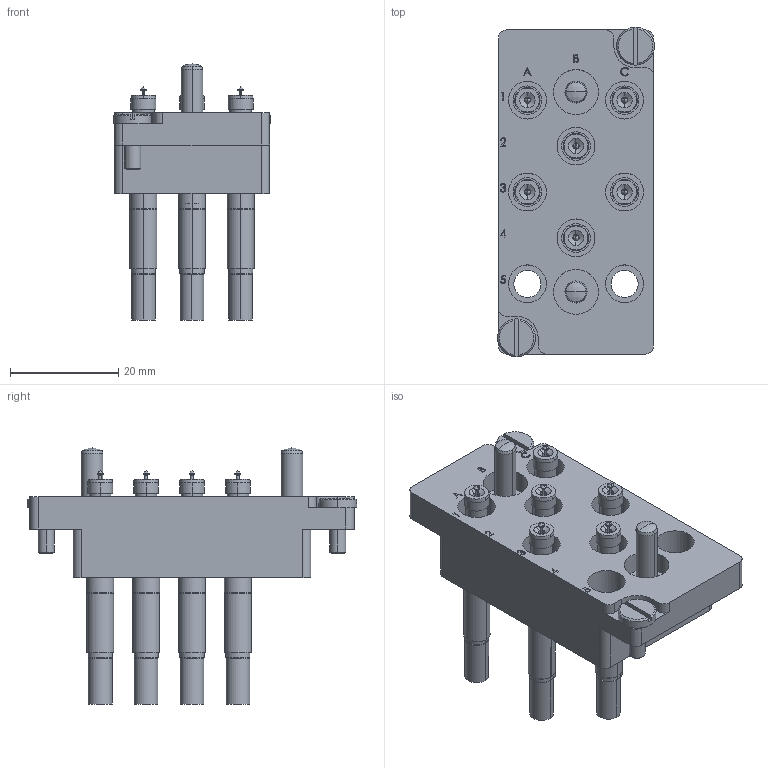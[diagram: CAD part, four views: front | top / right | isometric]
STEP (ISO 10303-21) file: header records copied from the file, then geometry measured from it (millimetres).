
FILE_DESCRIPTION (( 'STEP AP214' ), '1' );
FILE_NAME ('INGUN_41824.STEP', '2023-01-17T10:59:44', ( '' ), ( '' ), 'SwSTEP 2.0', 'SolidWorks 2021', '' );
FILE_SCHEMA (( 'AUTOMOTIVE_DESIGN' ));
Length unit declared in the file: millimetre
Products named in the file (8): KS-810-Master__ADA~ks_KS-810 R; INFO_4628~0_SBP-T_Kontaktierung-Seite<S>; DIN6325~n_04,0m6x020; HFS-860-0075__ADA~hfs_S; INGUN_41824; 41166~6; 41166~6_S; DIN923~n_M03x04-A2
Assembly tree (19 placements, depth 3):
  INGUN_41824
    41166~6_S
      41166~6
      INFO_4628~0_SBP-T_Kontaktierung-Seite<S>
    DIN923~n_M03x04-A2  x2
    HFS-860-0075__ADA~hfs_S  x6
    KS-810-Master__ADA~ks_KS-810 R  x6
    DIN6325~n_04,0m6x020  x2
Bounding box: 29 x 61 x 47.4 mm (x, y, z)
Volume: 22247.3 mm3; surface area: 17537.9 mm2
Topology: 37 solids, 43 shells, 2930 faces, 6964 edges, 4192 vertices
Faces by surface type: plane 2146, cylinder 628, cone 102, bspline 46, sphere 8
Entity records: 23049 total; most frequent: CARTESIAN_POINT 6285, DIRECTION 3468, ORIENTED_EDGE 3314, EDGE_CURVE 1657, AXIS2_PLACEMENT_3D 1243, VERTEX_POINT 1028, LINE 982, VECTOR 982
